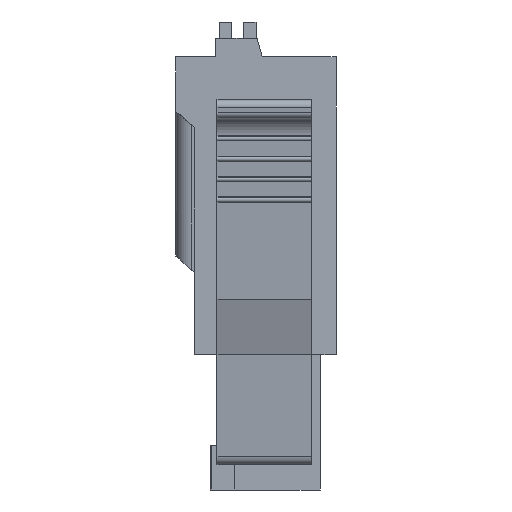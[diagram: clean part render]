
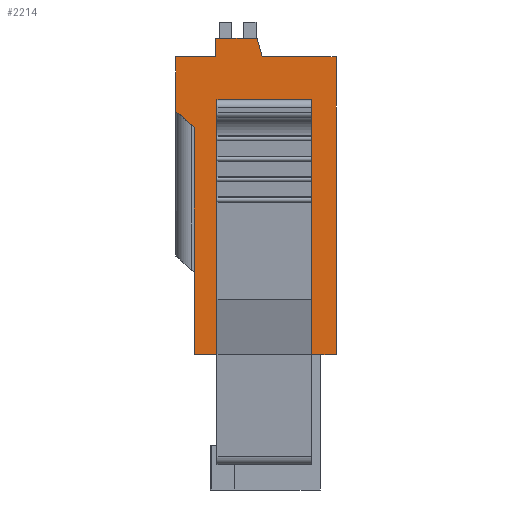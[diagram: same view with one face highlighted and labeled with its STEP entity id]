
A CAD part, left-side view. The second image highlights one B-rep face of the part: STEP entity #2214.
In plain terms, the highlighted planar face has unit normal (-1, 0, 0).
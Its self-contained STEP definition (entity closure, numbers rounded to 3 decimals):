
#2214 = ADVANCED_FACE( '', ( #4717, #4718 ), #4719, .F. );
#4717 = FACE_OUTER_BOUND( '', #7564, .T. );
#4718 = FACE_BOUND( '', #7565, .T. );
#4719 = PLANE( '', #7566 );
#7564 = EDGE_LOOP( '', ( #14032, #14033, #14034, #14035, #14036, #14037, #14038, #14039, #14040, #14041 ) );
#7565 = EDGE_LOOP( '', ( #14042, #14043, #14044, #14045 ) );
#7566 = AXIS2_PLACEMENT_3D( '', #14046, #14047, #14048 );
#14032 = ORIENTED_EDGE( '', *, *, #18774, .F. );
#14033 = ORIENTED_EDGE( '', *, *, #20627, .F. );
#14034 = ORIENTED_EDGE( '', *, *, #20642, .F. );
#14035 = ORIENTED_EDGE( '', *, *, #19504, .F. );
#14036 = ORIENTED_EDGE( '', *, *, #20425, .F. );
#14037 = ORIENTED_EDGE( '', *, *, #20643, .F. );
#14038 = ORIENTED_EDGE( '', *, *, #18222, .F. );
#14039 = ORIENTED_EDGE( '', *, *, #20013, .F. );
#14040 = ORIENTED_EDGE( '', *, *, #20644, .F. );
#14041 = ORIENTED_EDGE( '', *, *, #19609, .F. );
#14042 = ORIENTED_EDGE( '', *, *, #19299, .F. );
#14043 = ORIENTED_EDGE( '', *, *, #20645, .T. );
#14044 = ORIENTED_EDGE( '', *, *, #20622, .T. );
#14045 = ORIENTED_EDGE( '', *, *, #20646, .F. );
#14046 = CARTESIAN_POINT( '', ( -9.1, 0., 0. ) );
#14047 = DIRECTION( '', ( 1., 0., 0. ) );
#14048 = DIRECTION( '', ( 0., 0., -1. ) );
#18222 = EDGE_CURVE( '', #22131, #22133, #22134, .T. );
#18774 = EDGE_CURVE( '', #23106, #23107, #23108, .T. );
#19299 = EDGE_CURVE( '', #23974, #23976, #23977, .T. );
#19504 = EDGE_CURVE( '', #24308, #24306, #24310, .T. );
#19609 = EDGE_CURVE( '', #23107, #24473, #24474, .T. );
#20013 = EDGE_CURVE( '', #25057, #22131, #25059, .T. );
#20425 = EDGE_CURVE( '', #25644, #24308, #25646, .T. );
#20622 = EDGE_CURVE( '', #25877, #25911, #25913, .T. );
#20627 = EDGE_CURVE( '', #25918, #23106, #25920, .T. );
#20642 = EDGE_CURVE( '', #24306, #25918, #25940, .T. );
#20643 = EDGE_CURVE( '', #22133, #25644, #25941, .T. );
#20644 = EDGE_CURVE( '', #24473, #25057, #25942, .T. );
#20645 = EDGE_CURVE( '', #23974, #25877, #25943, .T. );
#20646 = EDGE_CURVE( '', #23976, #25911, #25944, .T. );
#22131 = VERTEX_POINT( '', #27902 );
#22133 = VERTEX_POINT( '', #27905 );
#22134 = LINE( '', #27906, #27907 );
#23106 = VERTEX_POINT( '', #29293 );
#23107 = VERTEX_POINT( '', #29294 );
#23108 = LINE( '', #29295, #29296 );
#23974 = VERTEX_POINT( '', #30540 );
#23976 = VERTEX_POINT( '', #30542 );
#23977 = LINE( '', #30543, #30544 );
#24306 = VERTEX_POINT( '', #31031 );
#24308 = VERTEX_POINT( '', #31034 );
#24310 = LINE( '', #31037, #31038 );
#24473 = VERTEX_POINT( '', #31295 );
#24474 = LINE( '', #31296, #31297 );
#25057 = VERTEX_POINT( '', #32169 );
#25059 = LINE( '', #32172, #32173 );
#25644 = VERTEX_POINT( '', #33094 );
#25646 = LINE( '', #33097, #33098 );
#25877 = VERTEX_POINT( '', #33461 );
#25911 = VERTEX_POINT( '', #33509 );
#25913 = LINE( '', #33511, #33512 );
#25918 = VERTEX_POINT( '', #33519 );
#25920 = LINE( '', #33522, #33523 );
#25940 = LINE( '', #33554, #33555 );
#25941 = LINE( '', #33556, #33557 );
#25942 = LINE( '', #33558, #33559 );
#25943 = LINE( '', #33560, #33561 );
#25944 = LINE( '', #33562, #33563 );
#27902 = CARTESIAN_POINT( '', ( -9.1, 3.9, 4.6 ) );
#27905 = CARTESIAN_POINT( '', ( -9.1, 3.9, 7.25 ) );
#27906 = CARTESIAN_POINT( '', ( -9.1, 3.9, 4.6 ) );
#27907 = VECTOR( '', #35413, 1000. );
#29293 = CARTESIAN_POINT( '', ( -9.1, -3.9, 7.25 ) );
#29294 = CARTESIAN_POINT( '', ( -9.1, -3.9, -7.25 ) );
#29295 = CARTESIAN_POINT( '', ( -9.1, -3.9, 7.25 ) );
#29296 = VECTOR( '', #36012, 1000. );
#30540 = CARTESIAN_POINT( '', ( -9.1, -2.7, -4.31 ) );
#30542 = CARTESIAN_POINT( '', ( -9.1, -2.7, -2.97 ) );
#30543 = CARTESIAN_POINT( '', ( -9.1, -2.7, -4.31 ) );
#30544 = VECTOR( '', #36550, 1000. );
#31031 = CARTESIAN_POINT( '', ( -9.1, -0.05, 8.15 ) );
#31034 = CARTESIAN_POINT( '', ( -9.1, 1.95, 8.15 ) );
#31037 = CARTESIAN_POINT( '', ( -9.1, 1.95, 8.15 ) );
#31038 = VECTOR( '', #36778, 1000. );
#31295 = CARTESIAN_POINT( '', ( -9.1, 3., -7.25 ) );
#31296 = CARTESIAN_POINT( '', ( -9.1, -3.9, -7.25 ) );
#31297 = VECTOR( '', #36877, 1000. );
#32169 = CARTESIAN_POINT( '', ( -9.1, 3., 3.8 ) );
#32172 = CARTESIAN_POINT( '', ( -9.1, 3., 3.8 ) );
#32173 = VECTOR( '', #37257, 1000. );
#33094 = CARTESIAN_POINT( '', ( -9.1, 1.95, 7.25 ) );
#33097 = CARTESIAN_POINT( '', ( -9.1, 1.95, 7.25 ) );
#33098 = VECTOR( '', #37648, 1000. );
#33461 = CARTESIAN_POINT( '', ( -9.1, 1.9, -4.31 ) );
#33509 = CARTESIAN_POINT( '', ( -9.1, 1.9, -2.97 ) );
#33511 = CARTESIAN_POINT( '', ( -9.1, 1.9, -4.31 ) );
#33512 = VECTOR( '', #37869, 1000. );
#33519 = CARTESIAN_POINT( '', ( -9.1, -0.3, 7.25 ) );
#33522 = CARTESIAN_POINT( '', ( -9.1, -0.3, 7.25 ) );
#33523 = VECTOR( '', #37873, 1000. );
#33554 = CARTESIAN_POINT( '', ( -9.1, -0.05, 8.15 ) );
#33555 = VECTOR( '', #37891, 1000. );
#33556 = CARTESIAN_POINT( '', ( -9.1, 3.9, 7.25 ) );
#33557 = VECTOR( '', #37892, 1000. );
#33558 = CARTESIAN_POINT( '', ( -9.1, 3., -7.25 ) );
#33559 = VECTOR( '', #37893, 1000. );
#33560 = CARTESIAN_POINT( '', ( -9.1, -2.7, -4.31 ) );
#33561 = VECTOR( '', #37894, 1000. );
#33562 = CARTESIAN_POINT( '', ( -9.1, -2.7, -2.97 ) );
#33563 = VECTOR( '', #37895, 1000. );
#35413 = DIRECTION( '', ( 0., 0., 1. ) );
#36012 = DIRECTION( '', ( 0., 0., -1. ) );
#36550 = DIRECTION( '', ( 0., 0., 1. ) );
#36778 = DIRECTION( '', ( 0., -1., 0. ) );
#36877 = DIRECTION( '', ( 0., 1., 0. ) );
#37257 = DIRECTION( '', ( 0., 0.747, 0.664 ) );
#37648 = DIRECTION( '', ( 0., 0., 1. ) );
#37869 = DIRECTION( '', ( 0., 0., 1. ) );
#37873 = DIRECTION( '', ( 0., -1., 0. ) );
#37891 = DIRECTION( '', ( 0., -0.268, -0.964 ) );
#37892 = DIRECTION( '', ( 0., -1., 0. ) );
#37893 = DIRECTION( '', ( 0., 0., 1. ) );
#37894 = DIRECTION( '', ( 0., 1., 0. ) );
#37895 = DIRECTION( '', ( 0., 1., 0. ) );
